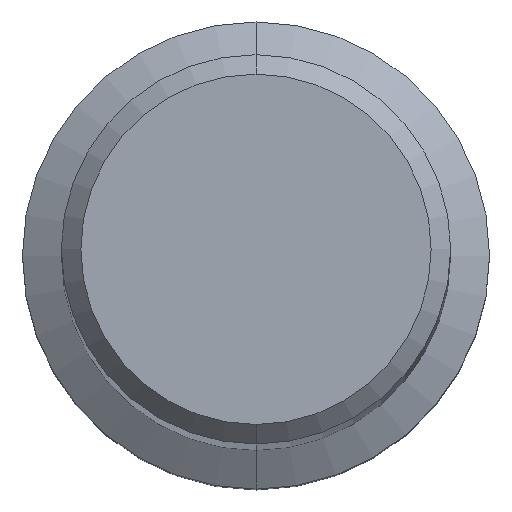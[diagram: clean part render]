
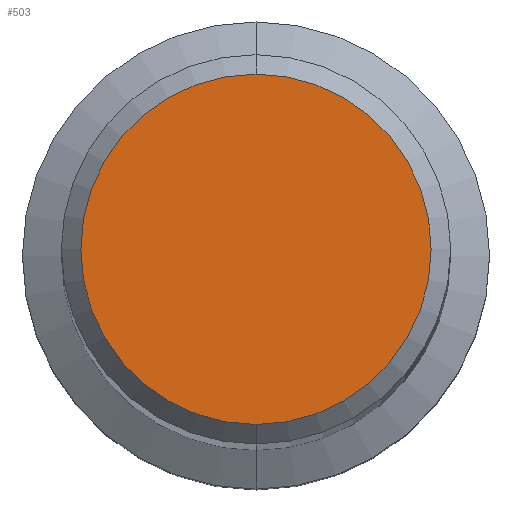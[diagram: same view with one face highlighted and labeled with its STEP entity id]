
A CAD part, top view. The second image highlights one B-rep face of the part: STEP entity #503.
In plain terms, the highlighted planar face has unit normal (0, 0, 1).
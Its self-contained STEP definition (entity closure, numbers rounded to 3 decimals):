
#209=VERTEX_POINT('',#564);
#227=EDGE_CURVE('',#495,#209,#584,.T.);
#325=EDGE_CURVE('',#209,#495,#697,.T.);
#495=VERTEX_POINT('',#881);
#503=ADVANCED_FACE('',(#889),#890,.T.);
#564=CARTESIAN_POINT('',(0.,-4.5,0.0));
#584=CIRCLE('',#976,4.5);
#697=CIRCLE('',#1155,4.5);
#881=CARTESIAN_POINT('',(0.0,4.5,0.0));
#889=FACE_OUTER_BOUND('',#1629,.T.);
#890=PLANE('',#1630);
#976=AXIS2_PLACEMENT_3D('',#1703,#1704,#1705);
#1155=AXIS2_PLACEMENT_3D('',#1864,#1865,#1866);
#1629=EDGE_LOOP('',(#2046,#2047));
#1630=AXIS2_PLACEMENT_3D('',#2048,#2049,#2050);
#1703=CARTESIAN_POINT('',(0.0,0.0,0.0));
#1704=DIRECTION('',(0.0,0.0,-1.0));
#1705=DIRECTION('',(0.0,1.0,0.0));
#1864=CARTESIAN_POINT('',(0.0,0.0,0.0));
#1865=DIRECTION('',(0.0,0.0,-1.0));
#1866=DIRECTION('',(0.0,1.0,0.0));
#2046=ORIENTED_EDGE('',*,*,#227,.F.);
#2047=ORIENTED_EDGE('',*,*,#325,.F.);
#2048=CARTESIAN_POINT('',(0.0,2.25,0.0));
#2049=DIRECTION('',(-0.0,0.0,1.0));
#2050=DIRECTION('',(0.0,-1.0,0.0));
